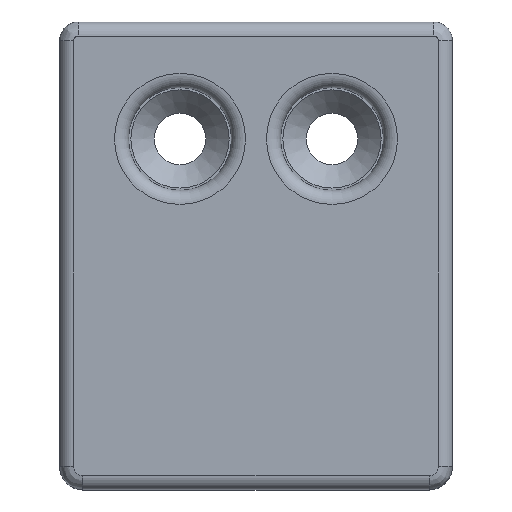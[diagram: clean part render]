
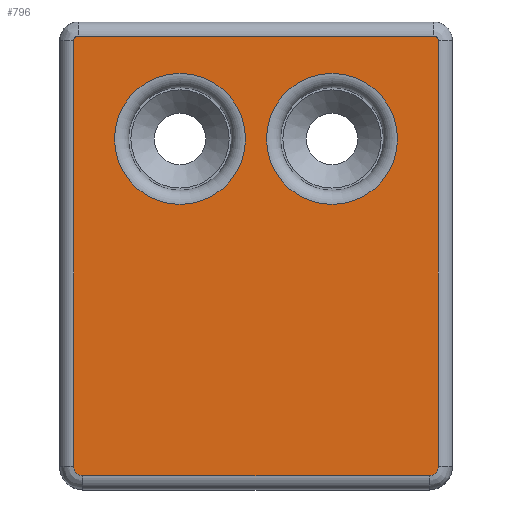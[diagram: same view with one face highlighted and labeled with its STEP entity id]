
A CAD part, top view. The second image highlights one B-rep face of the part: STEP entity #796.
In plain terms, the highlighted planar face has unit normal (0, 0, 1).
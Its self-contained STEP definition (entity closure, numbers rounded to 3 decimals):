
#33=FACE_BOUND('',#176,.T.);
#34=FACE_BOUND('',#177,.T.);
#43=CIRCLE('',#869,2.8);
#47=CIRCLE('',#874,0.4);
#48=CIRCLE('',#875,0.4);
#49=CIRCLE('',#876,0.2);
#50=CIRCLE('',#877,0.2);
#51=CIRCLE('',#878,2.8);
#106=PLANE('',#873);
#120=FACE_OUTER_BOUND('',#175,.T.);
#175=EDGE_LOOP('',(#545,#546,#547,#548,#549,#550,#551,#552));
#176=EDGE_LOOP('',(#553));
#177=EDGE_LOOP('',(#554));
#234=LINE('',#1305,#285);
#235=LINE('',#1309,#286);
#236=LINE('',#1313,#287);
#237=LINE('',#1316,#288);
#285=VECTOR('',#1008,10.);
#286=VECTOR('',#1011,10.);
#287=VECTOR('',#1014,10.);
#288=VECTOR('',#1017,10.);
#345=VERTEX_POINT('',#1293);
#348=VERTEX_POINT('',#1301);
#349=VERTEX_POINT('',#1302);
#350=VERTEX_POINT('',#1304);
#351=VERTEX_POINT('',#1306);
#352=VERTEX_POINT('',#1308);
#353=VERTEX_POINT('',#1310);
#354=VERTEX_POINT('',#1312);
#355=VERTEX_POINT('',#1314);
#356=VERTEX_POINT('',#1317);
#418=EDGE_CURVE('',#345,#345,#43,.T.);
#422=EDGE_CURVE('',#348,#349,#47,.T.);
#423=EDGE_CURVE('',#350,#348,#234,.T.);
#424=EDGE_CURVE('',#351,#350,#48,.T.);
#425=EDGE_CURVE('',#352,#351,#235,.T.);
#426=EDGE_CURVE('',#353,#352,#49,.T.);
#427=EDGE_CURVE('',#354,#353,#236,.T.);
#428=EDGE_CURVE('',#355,#354,#50,.T.);
#429=EDGE_CURVE('',#349,#355,#237,.T.);
#430=EDGE_CURVE('',#356,#356,#51,.T.);
#545=ORIENTED_EDGE('',*,*,#422,.F.);
#546=ORIENTED_EDGE('',*,*,#423,.F.);
#547=ORIENTED_EDGE('',*,*,#424,.F.);
#548=ORIENTED_EDGE('',*,*,#425,.F.);
#549=ORIENTED_EDGE('',*,*,#426,.F.);
#550=ORIENTED_EDGE('',*,*,#427,.F.);
#551=ORIENTED_EDGE('',*,*,#428,.F.);
#552=ORIENTED_EDGE('',*,*,#429,.F.);
#553=ORIENTED_EDGE('',*,*,#430,.F.);
#554=ORIENTED_EDGE('',*,*,#418,.F.);
#796=ADVANCED_FACE('',(#120,#33,#34),#106,.T.);
#869=AXIS2_PLACEMENT_3D('',#1294,#996,#997);
#873=AXIS2_PLACEMENT_3D('',#1300,#1004,#1005);
#874=AXIS2_PLACEMENT_3D('',#1303,#1006,#1007);
#875=AXIS2_PLACEMENT_3D('',#1307,#1009,#1010);
#876=AXIS2_PLACEMENT_3D('',#1311,#1012,#1013);
#877=AXIS2_PLACEMENT_3D('',#1315,#1015,#1016);
#878=AXIS2_PLACEMENT_3D('',#1318,#1018,#1019);
#996=DIRECTION('center_axis',(0.,0.,1.));
#997=DIRECTION('ref_axis',(-1.,0.,0.));
#1004=DIRECTION('center_axis',(0.,0.,1.));
#1005=DIRECTION('ref_axis',(1.,0.,0.));
#1006=DIRECTION('center_axis',(0.,0.,-1.));
#1007=DIRECTION('ref_axis',(-0.707,-0.707,0.));
#1008=DIRECTION('',(-1.,0.,0.));
#1009=DIRECTION('center_axis',(0.,0.,-1.));
#1010=DIRECTION('ref_axis',(0.707,-0.707,0.));
#1011=DIRECTION('',(0.,-1.,0.));
#1012=DIRECTION('center_axis',(0.,0.,-1.));
#1013=DIRECTION('ref_axis',(0.707,0.707,0.));
#1014=DIRECTION('',(1.,0.,0.));
#1015=DIRECTION('center_axis',(0.,0.,-1.));
#1016=DIRECTION('ref_axis',(-0.707,0.707,0.));
#1017=DIRECTION('',(0.,1.,0.));
#1018=DIRECTION('center_axis',(0.,0.,1.));
#1019=DIRECTION('ref_axis',(-1.,0.,0.));
#1293=CARTESIAN_POINT('',(6.05,-1.75,9.2));
#1294=CARTESIAN_POINT('Origin',(3.25,-1.75,9.2));
#1300=CARTESIAN_POINT('Origin',(0.,-6.75,9.2));
#1301=CARTESIAN_POINT('',(-7.4,-16.15,9.2));
#1302=CARTESIAN_POINT('',(-7.8,-15.75,9.2));
#1303=CARTESIAN_POINT('Origin',(-7.4,-15.75,9.2));
#1304=CARTESIAN_POINT('',(7.4,-16.15,9.2));
#1305=CARTESIAN_POINT('',(-4.2,-16.15,9.2));
#1306=CARTESIAN_POINT('',(7.8,-15.75,9.2));
#1307=CARTESIAN_POINT('Origin',(7.4,-15.75,9.2));
#1308=CARTESIAN_POINT('',(7.8,2.45,9.2));
#1309=CARTESIAN_POINT('',(7.8,-11.75,9.2));
#1310=CARTESIAN_POINT('',(7.6,2.65,9.2));
#1311=CARTESIAN_POINT('Origin',(7.6,2.45,9.2));
#1312=CARTESIAN_POINT('',(-7.6,2.65,9.2));
#1313=CARTESIAN_POINT('',(4.2,2.65,9.2));
#1314=CARTESIAN_POINT('',(-7.8,2.45,9.2));
#1315=CARTESIAN_POINT('Origin',(-7.6,2.45,9.2));
#1316=CARTESIAN_POINT('',(-7.8,-1.75,9.2));
#1317=CARTESIAN_POINT('',(-0.45,-1.75,9.2));
#1318=CARTESIAN_POINT('Origin',(-3.25,-1.75,9.2));
